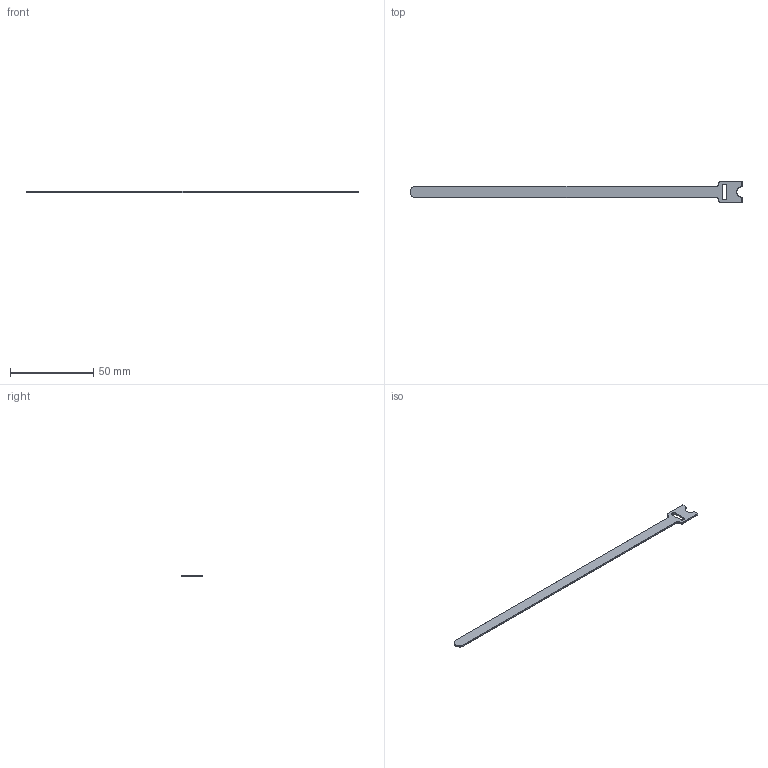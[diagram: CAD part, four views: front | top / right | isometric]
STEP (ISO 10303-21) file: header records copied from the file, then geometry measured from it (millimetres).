
FILE_DESCRIPTION (( 'STEP AP214' ), '1' );
FILE_NAME ('11-KK13200FRT.STEP', '2024-07-31T08:34:44', ( '' ), ( '' ), 'SwSTEP 2.0', 'SolidWorks 2022', '' );
FILE_SCHEMA (( 'AUTOMOTIVE_DESIGN' ));
Length unit declared in the file: millimetre
Products named in the file (1): 11-KK13200FRT
Bounding box: 199.92 x 13 x 1 mm (x, y, z)
Volume: 1383.3 mm3; surface area: 3177.9 mm2
Topology: 1 solids, 1 shells, 74 faces, 164 edges, 88 vertices
Faces by surface type: cylinder 34, torus 20, plane 12, sphere 8
Entity records: 2030 total; most frequent: DIRECTION 406, CARTESIAN_POINT 323, ORIENTED_EDGE 320, AXIS2_PLACEMENT_3D 171, EDGE_CURVE 160, CIRCLE 96, VERTEX_POINT 88, EDGE_LOOP 76
